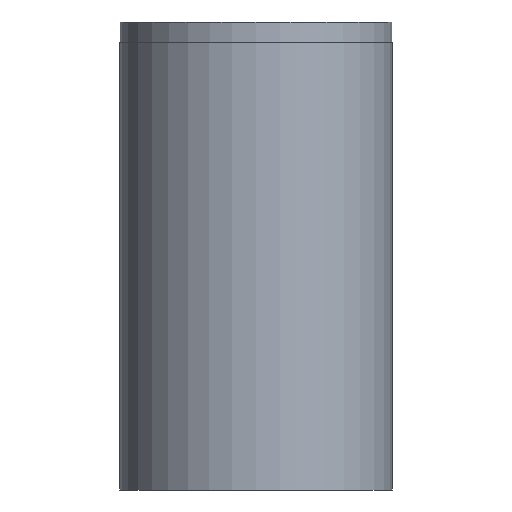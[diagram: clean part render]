
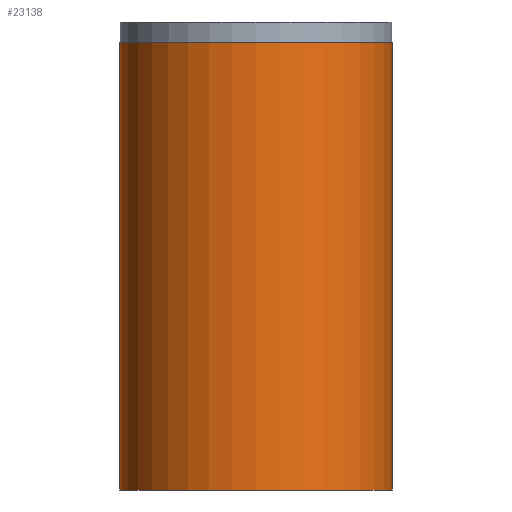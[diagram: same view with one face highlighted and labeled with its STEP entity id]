
A CAD part, front view. The second image highlights one B-rep face of the part: STEP entity #23138.
In plain terms, the highlighted cylindrical face has radius 33.2 mm (diameter 66.4 mm), a full revolution.
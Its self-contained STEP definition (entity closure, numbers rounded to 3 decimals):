
#3217=LINE('',#48204,#4493);
#4493=VECTOR('',#32611,33.2);
#5103=CYLINDRICAL_SURFACE('',#25909,33.2);
#6326=FACE_OUTER_BOUND('',#8440,.T.);
#8440=EDGE_LOOP('',(#21741,#21742,#21743,#21744));
#9878=CIRCLE('',#25635,33.2);
#10051=CIRCLE('',#25910,33.2);
#11922=VERTEX_POINT('',#45954);
#12062=VERTEX_POINT('',#48202);
#14999=EDGE_CURVE('',#11922,#11922,#9878,.T.);
#15289=EDGE_CURVE('',#12062,#12062,#10051,.T.);
#15290=EDGE_CURVE('',#12062,#11922,#3217,.T.);
#21741=ORIENTED_EDGE('',*,*,#15289,.F.);
#21742=ORIENTED_EDGE('',*,*,#15290,.T.);
#21743=ORIENTED_EDGE('',*,*,#14999,.T.);
#21744=ORIENTED_EDGE('',*,*,#15290,.F.);
#23138=ADVANCED_FACE('',(#6326),#5103,.T.);
#25635=AXIS2_PLACEMENT_3D('',#45955,#32006,#32007);
#25909=AXIS2_PLACEMENT_3D('',#48201,#32607,#32608);
#25910=AXIS2_PLACEMENT_3D('',#48203,#32609,#32610);
#32006=DIRECTION('center_axis',(0.,0.,1.));
#32007=DIRECTION('ref_axis',(1.,0.,0.));
#32607=DIRECTION('center_axis',(0.,0.,1.));
#32608=DIRECTION('ref_axis',(1.,0.,0.));
#32609=DIRECTION('center_axis',(0.,0.,1.));
#32610=DIRECTION('ref_axis',(1.,0.,0.));
#32611=DIRECTION('',(0.,0.,-1.));
#45954=CARTESIAN_POINT('',(-33.2,0.,0.));
#45955=CARTESIAN_POINT('Origin',(0.,0.,0.));
#48201=CARTESIAN_POINT('Origin',(0.,0.,0.));
#48202=CARTESIAN_POINT('',(-33.2,0.,109.));
#48203=CARTESIAN_POINT('Origin',(0.,0.,109.));
#48204=CARTESIAN_POINT('',(-33.2,0.,0.));
